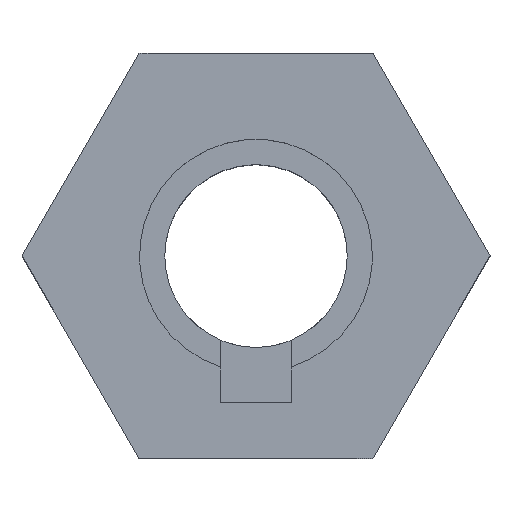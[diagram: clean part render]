
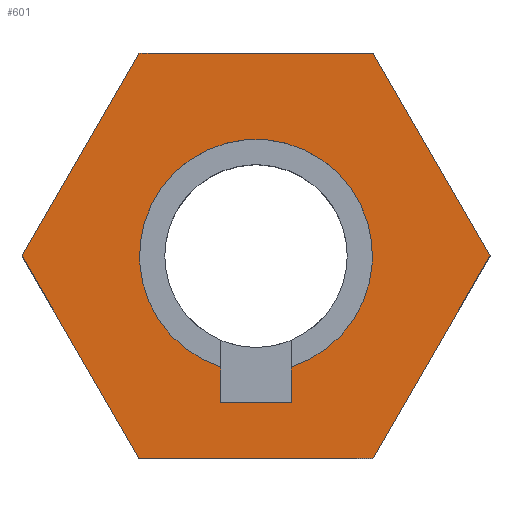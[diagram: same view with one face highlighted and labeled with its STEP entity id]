
A CAD part, top view. The second image highlights one B-rep face of the part: STEP entity #601.
In plain terms, the highlighted planar face has unit normal (0, 0, 1).
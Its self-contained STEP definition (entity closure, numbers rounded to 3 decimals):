
#18=FACE_BOUND('',#114,.T.);
#25=CIRCLE('',#609,5.75);
#79=FACE_OUTER_BOUND('',#113,.T.);
#113=EDGE_LOOP('',(#521,#522,#523,#524,#525,#526));
#114=EDGE_LOOP('',(#527,#528,#529,#530));
#117=LINE('',#832,#179);
#121=LINE('',#841,#183);
#135=LINE('',#878,#197);
#163=LINE('',#969,#225);
#166=LINE('',#975,#228);
#169=LINE('',#981,#231);
#172=LINE('',#987,#234);
#175=LINE('',#993,#237);
#178=LINE('',#997,#240);
#179=VECTOR('',#662,10.);
#183=VECTOR('',#668,10.);
#197=VECTOR('',#704,10.);
#225=VECTOR('',#798,10.);
#228=VECTOR('',#803,10.);
#231=VECTOR('',#808,10.);
#234=VECTOR('',#813,10.);
#237=VECTOR('',#818,10.);
#240=VECTOR('',#823,10.);
#241=VERTEX_POINT('',#830);
#242=VERTEX_POINT('',#831);
#245=VERTEX_POINT('',#839);
#246=VERTEX_POINT('',#840);
#287=VERTEX_POINT('',#966);
#288=VERTEX_POINT('',#968);
#290=VERTEX_POINT('',#974);
#292=VERTEX_POINT('',#980);
#294=VERTEX_POINT('',#986);
#296=VERTEX_POINT('',#992);
#297=EDGE_CURVE('',#241,#242,#117,.T.);
#301=EDGE_CURVE('',#245,#246,#121,.T.);
#306=EDGE_CURVE('',#246,#241,#25,.T.);
#321=EDGE_CURVE('',#242,#245,#135,.T.);
#365=EDGE_CURVE('',#288,#287,#163,.T.);
#368=EDGE_CURVE('',#290,#288,#166,.T.);
#371=EDGE_CURVE('',#292,#290,#169,.T.);
#374=EDGE_CURVE('',#294,#292,#172,.T.);
#377=EDGE_CURVE('',#296,#294,#175,.T.);
#380=EDGE_CURVE('',#287,#296,#178,.T.);
#521=ORIENTED_EDGE('',*,*,#380,.T.);
#522=ORIENTED_EDGE('',*,*,#377,.T.);
#523=ORIENTED_EDGE('',*,*,#374,.T.);
#524=ORIENTED_EDGE('',*,*,#371,.T.);
#525=ORIENTED_EDGE('',*,*,#368,.T.);
#526=ORIENTED_EDGE('',*,*,#365,.T.);
#527=ORIENTED_EDGE('',*,*,#301,.T.);
#528=ORIENTED_EDGE('',*,*,#306,.T.);
#529=ORIENTED_EDGE('',*,*,#297,.T.);
#530=ORIENTED_EDGE('',*,*,#321,.T.);
#570=PLANE('',#656);
#601=ADVANCED_FACE('',(#79,#18),#570,.T.);
#609=AXIS2_PLACEMENT_3D('',#849,#676,#677);
#656=AXIS2_PLACEMENT_3D('',#998,#824,#825);
#662=DIRECTION('',(0.,-1.,0.));
#668=DIRECTION('',(0.,1.,0.));
#676=DIRECTION('center_axis',(0.,0.,-1.));
#677=DIRECTION('ref_axis',(-1.,0.,0.));
#704=DIRECTION('',(-1.,0.,0.));
#798=DIRECTION('',(-1.,0.,0.));
#803=DIRECTION('',(-0.5,0.866,0.));
#808=DIRECTION('',(0.5,0.866,0.));
#813=DIRECTION('',(1.,0.,0.));
#818=DIRECTION('',(0.5,-0.866,0.));
#823=DIRECTION('',(-0.5,-0.866,0.));
#824=DIRECTION('center_axis',(0.,0.,1.));
#825=DIRECTION('ref_axis',(1.,0.,0.));
#830=CARTESIAN_POINT('',(1.732,-5.483,10.));
#831=CARTESIAN_POINT('',(1.732,-7.25,10.));
#832=CARTESIAN_POINT('',(1.732,-3.625,10.));
#839=CARTESIAN_POINT('',(-1.732,-7.25,10.));
#840=CARTESIAN_POINT('',(-1.732,-5.483,10.));
#841=CARTESIAN_POINT('',(-1.732,-2.741,10.));
#849=CARTESIAN_POINT('Origin',(0.,0.,10.));
#878=CARTESIAN_POINT('',(-0.866,-7.25,10.));
#966=CARTESIAN_POINT('',(-5.774,10.,10.));
#968=CARTESIAN_POINT('',(5.774,10.,10.));
#969=CARTESIAN_POINT('',(5.774,10.,10.));
#974=CARTESIAN_POINT('',(11.547,0.,10.));
#975=CARTESIAN_POINT('',(11.547,0.,10.));
#980=CARTESIAN_POINT('',(5.774,-10.,10.));
#981=CARTESIAN_POINT('',(5.774,-10.,10.));
#986=CARTESIAN_POINT('',(-5.774,-10.,10.));
#987=CARTESIAN_POINT('',(-5.774,-10.,10.));
#992=CARTESIAN_POINT('',(-11.547,0.,10.));
#993=CARTESIAN_POINT('',(-11.547,0.,10.));
#997=CARTESIAN_POINT('',(-5.774,10.,10.));
#998=CARTESIAN_POINT('Origin',(0.,0.,10.));
